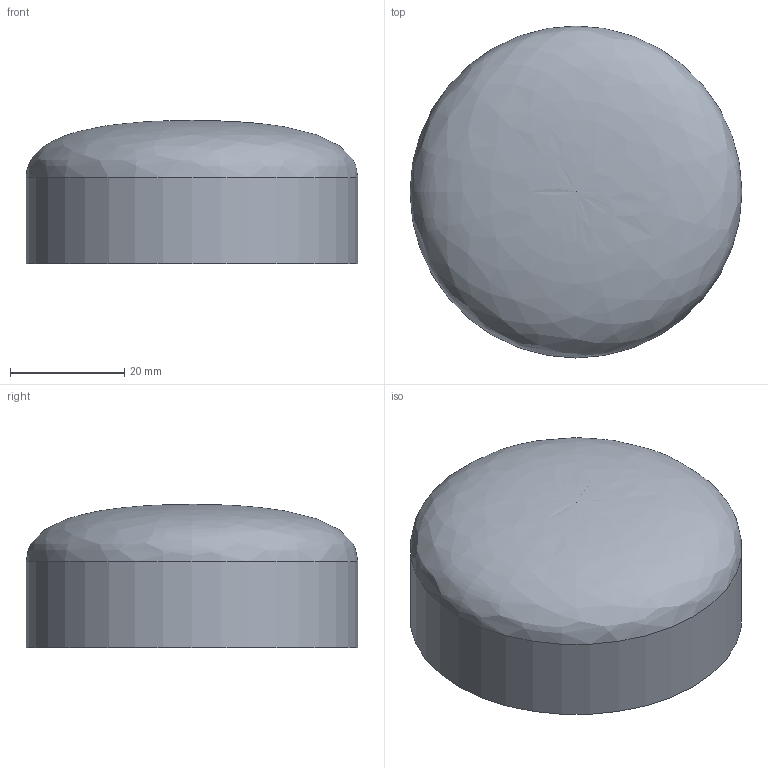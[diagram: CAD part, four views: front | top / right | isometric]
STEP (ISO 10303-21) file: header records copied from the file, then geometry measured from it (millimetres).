
FILE_DESCRIPTION(/* description */ (''),/* implementation_level */ '2;1');
FILE_NAME(/* name */ 'desk-lamp-switch-cover.step',/* time_stamp */ '2020-06-17T22:23:03-04:00',/* author */ (''),/* organization */ (''),/* preprocessor_version */ 'ST-DEVELOPER v18.1',/* originating_system */ 'Autodesk Translation Framework v9.3.0.1241',/* authorisation */ '');
FILE_SCHEMA (('AUTOMOTIVE_DESIGN { 1 0 10303 214 3 1 1 }'));
Length unit declared in the file: millimetre
Products named in the file (1): lamp-switch-cover
Bounding box: 58 x 58 x 25 mm (x, y, z)
Volume: 40509.3 mm3; surface area: 12586.3 mm2
Topology: 1 solids, 1 shells, 42 faces, 103 edges, 67 vertices
Faces by surface type: plane 28, cylinder 13, bspline 1
Full cylindrical faces by diameter (mm): 58 x1
Entity records: 1318 total; most frequent: CARTESIAN_POINT 278, DIRECTION 207, ORIENTED_EDGE 204, EDGE_CURVE 102, LINE 79, VECTOR 79, VERTEX_POINT 67, AXIS2_PLACEMENT_3D 64
